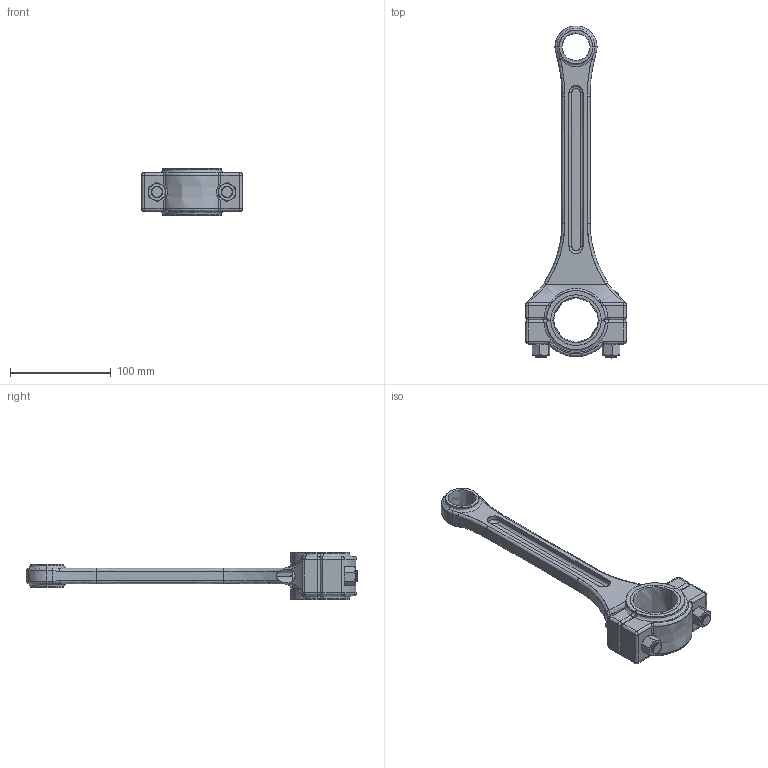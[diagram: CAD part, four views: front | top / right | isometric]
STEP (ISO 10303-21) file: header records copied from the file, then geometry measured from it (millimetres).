
FILE_DESCRIPTION(('FreeCAD Model'),'2;1');
FILE_NAME('Open CASCADE Shape Model','2025-05-05T10:43:38',('FreeCAD'),( 'FreeCAD'),'Open CASCADE STEP processor 7.6','FreeCAD','Unknown');
FILE_SCHEMA(('AUTOMOTIVE_DESIGN { 1 0 10303 214 1 1 1 1 }'));
Products named in the file (1): Open CASCADE STEP translator 7.6 1
Bounding box: 99.99 x 329.11 x 47.22 mm (x, y, z)
Surface area: 86634.1 mm2 (no closed solid volume)
Topology: 0 solids, 458 shells, 458 faces, 4328 edges, 4304 vertices
Faces by surface type: bspline 458
Entity records: 80012 total; most frequent: CARTESIAN_POINT 63443, ORIENTED_EDGE 4304, EDGE_CURVE 4304, VERTEX_POINT 4304, B_SPLINE_CURVE_WITH_KNOTS 1200, FACE_BOUND 482, EDGE_LOOP 482, SHELL_BASED_SURFACE_MODEL 458
